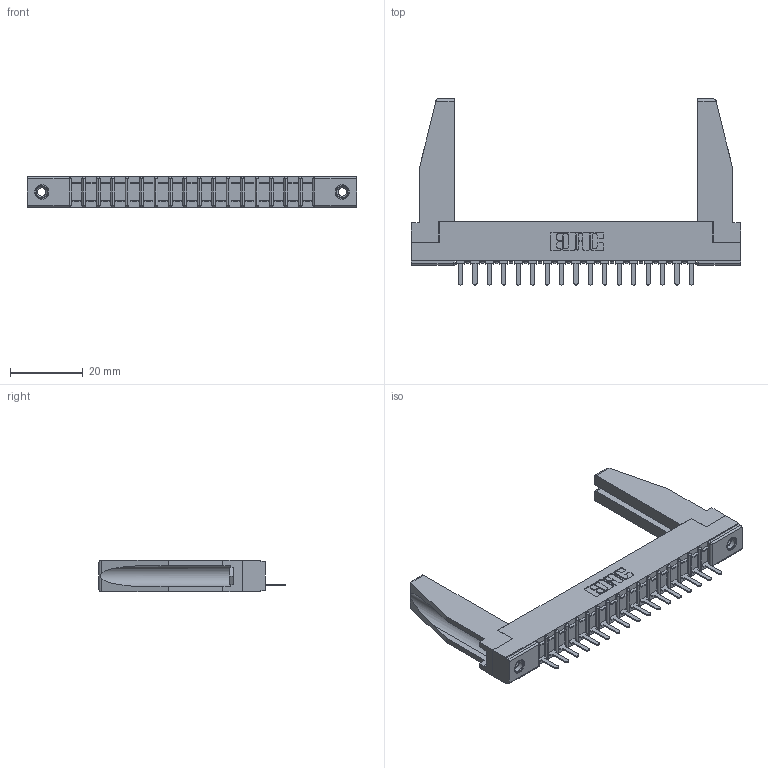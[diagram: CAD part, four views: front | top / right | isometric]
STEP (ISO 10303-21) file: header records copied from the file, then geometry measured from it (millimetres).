
FILE_DESCRIPTION (( 'STEP AP203' ), '1' );
FILE_NAME ('307-017-521-178.STEP', '2019-09-04T21:45:30', ( '' ), ( '' ), 'SwSTEP 2.0', 'SolidWorks 2016', '' );
FILE_SCHEMA (( 'CONFIG_CONTROL_DESIGN' ));
Length unit declared in the file: inch
Products named in the file (5): 307-290-002_521; 345-250-001_345-250-001-102; 307-220-078; 307 Part_.156 Dia Mounting Holes; 307-017-521-178
Assembly tree (22 placements, depth 2):
  307-017-521-178
    307 Part_.156 Dia Mounting Holes
    307-290-002_521  x17
    307-220-078  x2
    345-250-001_345-250-001-102  x2
Bounding box: 90.37 x 51.13 x 8.71 mm (x, y, z)
Volume: 9958 mm3; surface area: 14401.6 mm2
Topology: 22 solids, 22 shells, 1524 faces, 4597 edges, 3006 vertices
Faces by surface type: plane 919, cylinder 553, sphere 36, cone 12, torus 4
Entity records: 20813 total; most frequent: CARTESIAN_POINT 3506, ORIENTED_EDGE 3452, DIRECTION 3374, EDGE_CURVE 1726, LINE 1314, VECTOR 1314, VERTEX_POINT 1120, AXIS2_PLACEMENT_3D 1030
